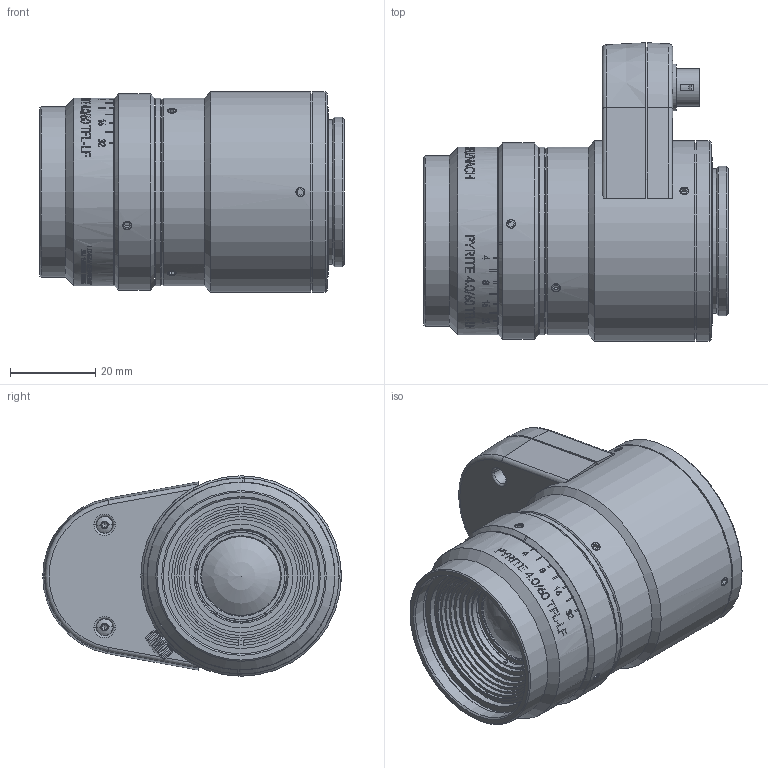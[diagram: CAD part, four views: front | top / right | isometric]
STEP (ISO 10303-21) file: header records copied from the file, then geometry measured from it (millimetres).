
FILE_DESCRIPTION(/* description */ (''),/* implementation_level */ '2;1');
FILE_NAME(/* name */ '1102615_00170737_002.stp',/* time_stamp */ '2022-09-23T10:48:07+02:00',/* author */ (''),/* organization */ (''),/* preprocessor_version */ 'ST-DEVELOPER v16',/* originating_system */ 'SIEMENS PLM Software NX 10.0',/* authorisation */ '');
FILE_SCHEMA (('AP203_CONFIGURATION_CONTROLLED_3D_DESIGN_OF_MECHANICAL_PARTS_AND_ASSEMBLIES_MIM_LF { 1 0 10303 403 2 1 2}'));
Length unit declared in the file: millimetre
Products named in the file (1): Froe5ADCF512ne4k
Bounding box: 71.4 x 70 x 47 mm (x, y, z)
Volume: 89170.7 mm3; surface area: 30496.2 mm2
Topology: 8 solids, 10 shells, 1123 faces, 3246 edges, 2324 vertices
Faces by surface type: plane 460, cylinder 421, cone 129, bspline 56, torus 51, sphere 6
Full cylindrical faces by diameter (mm): 1.6 x2, 2 x2, 2.05 x9, 3.8 x1, 18.5 x1, 20.5 x1, 21 x1, 21.3 x1, 21.48 x1, 22.1 x1, 24.3 x1, 26 x1, 26.5 x1, 27.9 x1, 29.1 x1, 30.1 x1, 33 x1, 34 x2, 35 x1, 36.5 x1, 37.2 x1, 38 x2, 39.2 x1, 39.5 x1, 40 x2, 40.3 x1, 41.2 x1, 41.665 x1, 42 x1, 44 x3
Entity records: 42922 total; most frequent: CARTESIAN_POINT 15096, ORIENTED_EDGE 6197, DIRECTION 4895, EDGE_CURVE 3118, VERTEX_POINT 2295, AXIS2_PLACEMENT_3D 1860, EDGE_LOOP 1429, LINE 1175
